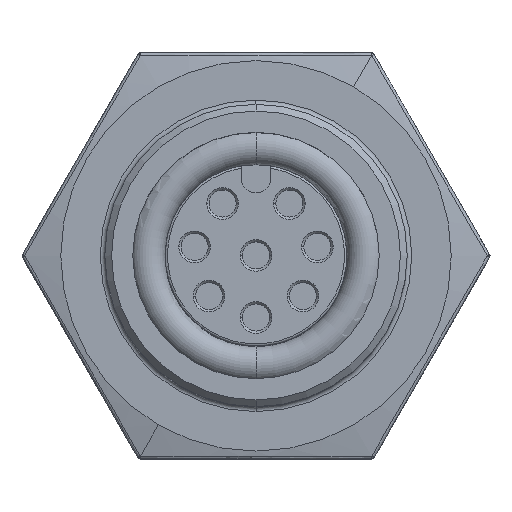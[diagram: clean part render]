
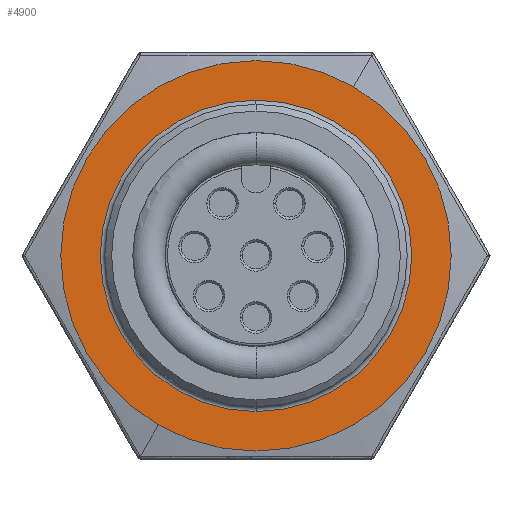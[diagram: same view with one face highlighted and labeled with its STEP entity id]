
A CAD part, top view. The second image highlights one B-rep face of the part: STEP entity #4900.
In plain terms, the highlighted planar face has unit normal (0, 0, 1).
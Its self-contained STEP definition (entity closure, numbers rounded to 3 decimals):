
#705=CARTESIAN_POINT('',(0.,0.,-10.4));
#706=DIRECTION('',(0.,0.,1.));
#707=DIRECTION('',(-0.5,-0.866,0.));
#708=AXIS2_PLACEMENT_3D('',#705,#706,#707);
#710=CARTESIAN_POINT('',(0.,0.,-10.4));
#711=DIRECTION('',(0.,0.,1.));
#712=DIRECTION('',(0.5,0.866,0.));
#713=AXIS2_PLACEMENT_3D('',#710,#711,#712);
#715=CARTESIAN_POINT('',(0.,0.,-10.4));
#716=DIRECTION('',(0.,0.,-1.));
#717=DIRECTION('',(0.,1.,0.));
#718=AXIS2_PLACEMENT_3D('',#715,#716,#717);
#720=CARTESIAN_POINT('',(0.,0.,-10.4));
#721=DIRECTION('',(0.,0.,-1.));
#722=DIRECTION('',(0.,-1.,0.));
#723=AXIS2_PLACEMENT_3D('',#720,#721,#722);
#3570=CARTESIAN_POINT('',(-4.326,-7.492,-10.4));
#3571=CARTESIAN_POINT('',(4.326,7.492,-10.4));
#3572=VERTEX_POINT('',#3570);
#3573=VERTEX_POINT('',#3571);
#3774=CARTESIAN_POINT('',(0.,6.9,-10.4));
#3775=CARTESIAN_POINT('',(0.,-6.9,-10.4));
#3776=VERTEX_POINT('',#3774);
#3777=VERTEX_POINT('',#3775);
#4885=CARTESIAN_POINT('',(0.,0.,-10.4));
#4886=DIRECTION('',(0.,0.,1.));
#4887=DIRECTION('',(0.,1.,0.));
#4888=AXIS2_PLACEMENT_3D('',#4885,#4886,#4887);
#4889=PLANE('',#4888);
#4891=ORIENTED_EDGE('',*,*,#4890,.F.);
#4893=ORIENTED_EDGE('',*,*,#4892,.F.);
#4894=EDGE_LOOP('',(#4891,#4893));
#4895=FACE_OUTER_BOUND('',#4894,.F.);
#4896=ORIENTED_EDGE('',*,*,#4852,.F.);
#4897=ORIENTED_EDGE('',*,*,#4867,.F.);
#4898=EDGE_LOOP('',(#4896,#4897));
#4899=FACE_BOUND('',#4898,.F.);
#709=CIRCLE('',#708,8.652);
#714=CIRCLE('',#713,8.652);
#719=CIRCLE('',#718,6.9);
#724=CIRCLE('',#723,6.9);
#4852=EDGE_CURVE('',#3776,#3777,#719,.T.);
#4867=EDGE_CURVE('',#3777,#3776,#724,.T.);
#4890=EDGE_CURVE('',#3572,#3573,#709,.T.);
#4892=EDGE_CURVE('',#3573,#3572,#714,.T.);
#4900=ADVANCED_FACE('',(#4895,#4899),#4889,.T.);
